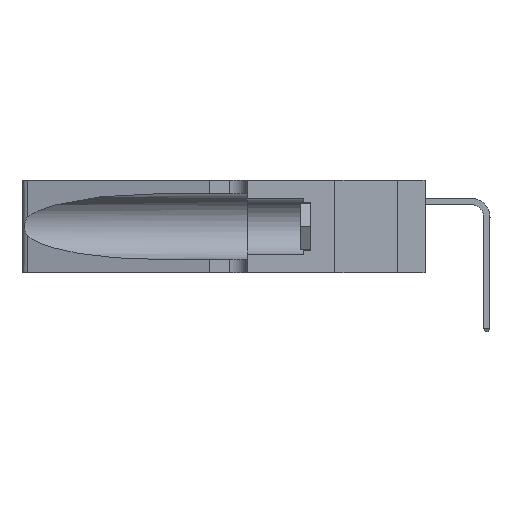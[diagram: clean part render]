
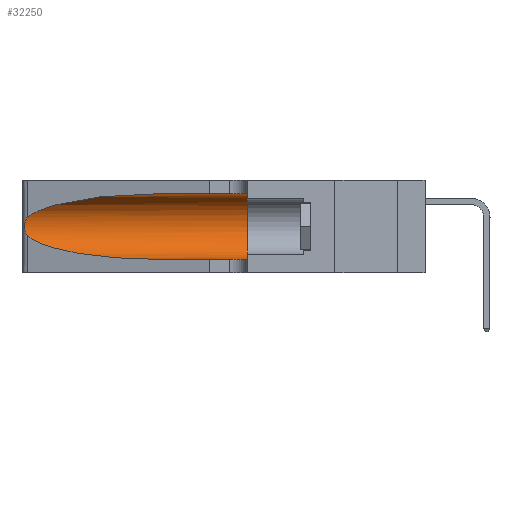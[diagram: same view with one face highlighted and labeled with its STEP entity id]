
A CAD part, left-side view. The second image highlights one B-rep face of the part: STEP entity #32250.
In plain terms, the highlighted cylindrical face has radius 3.308 mm (diameter 6.617 mm), a partial arc.
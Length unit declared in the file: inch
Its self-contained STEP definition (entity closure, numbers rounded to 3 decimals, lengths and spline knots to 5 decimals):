
#1246 = VERTEX_POINT ( 'NONE', #32732 ) ;
#2787 = LINE ( 'NONE', #2855, #44380 ) ;
#2825 = FACE_OUTER_BOUND ( 'NONE', #27015, .T. ) ;
#2855 = CARTESIAN_POINT ( 'NONE',  ( 0.1305, 1.61858, 0.05475 ) ) ;
#3640 = CARTESIAN_POINT ( 'NONE',  ( 0.26018, 1.23835, 0.19895 ) ) ;
#4571 = CARTESIAN_POINT ( 'NONE',  ( 0.25487, 1.22718, 0.14631 ) ) ;
#5100 = CIRCLE ( 'NONE', #16991, 0.13025 ) ;
#5424 = VECTOR ( 'NONE', #21749, 39.37008 ) ;
#5894 = EDGE_CURVE ( 'NONE', #1246, #10153, #2787, .T. ) ;
#6593 = CARTESIAN_POINT ( 'NONE',  ( 0.1305, 0.72297, 0.05475 ) ) ;
#7501 = CARTESIAN_POINT ( 'NONE',  ( 0.1305, 0.72297, 0.31525 ) ) ;
#7640 = CARTESIAN_POINT ( 'NONE',  ( 0.26075, 1.23896, 0.178 ) ) ;
#7741 = CARTESIAN_POINT ( 'NONE',  ( 0.1305, 0.72297, 0.31525 ) ) ;
#9853 = CARTESIAN_POINT ( 'NONE',  ( 0.1305, 1.61858, 0.31525 ) ) ;
#10076 = DIRECTION ( 'NONE',  ( 0., 1., 0. ) ) ;
#10153 = VERTEX_POINT ( 'NONE', #43437 ) ;
#11488 = CARTESIAN_POINT ( 'NONE',  ( 0.2373, 1.15595, 0.28018 ) ) ;
#11631 = CARTESIAN_POINT ( 'NONE',  ( 0.25856, 1.23593, 0.16098 ) ) ;
#13295 = ORIENTED_EDGE ( 'NONE', *, *, #15890, .T. ) ;
#13409 = VERTEX_POINT ( 'NONE', #7741 ) ;
#15624 = CARTESIAN_POINT ( 'NONE',  ( 0.25639, 1.23186, 0.15144 ) ) ;
#15890 = EDGE_CURVE ( 'NONE', #13409, #49265, #30345, .T. ) ;
#16908 = CARTESIAN_POINT ( 'NONE',  ( 0.1305, 1.61858, 0.185 ) ) ;
#16991 = AXIS2_PLACEMENT_3D ( 'NONE', #33425, #10076, #37360 ) ;
#17216 = LINE ( 'NONE', #9853, #5424 ) ;
#18384 = CARTESIAN_POINT ( 'NONE',  ( 0.25487, 1.22718, 0.14631 ) ) ;
#19577 = CARTESIAN_POINT ( 'NONE',  ( 0.25487, 1.22718, 0.14631 ) ) ;
#19611 = ORIENTED_EDGE ( 'NONE', *, *, #22927, .T. ) ;
#21403 = CYLINDRICAL_SURFACE ( 'NONE', #24873, 0.13025 ) ;
#21749 = DIRECTION ( 'NONE',  ( 0., -1., 0. ) ) ;
#22927 = EDGE_CURVE ( 'NONE', #49265, #24226, #36592, .T. ) ;
#23294 = CARTESIAN_POINT ( 'NONE',  ( 0.25639, 1.23184, 0.21858 ) ) ;
#24226 = VERTEX_POINT ( 'NONE', #4571 ) ;
#24873 = AXIS2_PLACEMENT_3D ( 'NONE', #16908, #44044, #40121 ) ;
#25356 = CARTESIAN_POINT ( 'NONE',  ( 0.1305, 0.35, 0.31525 ) ) ;
#25932 =( BOUNDED_CURVE ( )  B_SPLINE_CURVE ( 3, ( #18384, #26131, #30001, #6593 ),
 .UNSPECIFIED., .F., .F. ) 
 B_SPLINE_CURVE_WITH_KNOTS ( ( 4, 4 ),
 ( 3.44316, 4.71239 ),
 .UNSPECIFIED. ) 
 CURVE ( )  GEOMETRIC_REPRESENTATION_ITEM ( )  RATIONAL_B_SPLINE_CURVE ( ( 1., 0.87, 0.87, 1. ) ) 
 REPRESENTATION_ITEM ( '' )  );
#26131 = CARTESIAN_POINT ( 'NONE',  ( 0.2373, 1.15595, 0.08982 ) ) ;
#27015 = EDGE_LOOP ( 'NONE', ( #13295, #19611, #41933, #50357, #31603, #42190 ) ) ;
#27157 = CARTESIAN_POINT ( 'NONE',  ( 0.25854, 1.2359, 0.20912 ) ) ;
#30001 = CARTESIAN_POINT ( 'NONE',  ( 0.18966, 0.96281, 0.05475 ) ) ;
#30243 = DIRECTION ( 'NONE',  ( 0., -1., 0. ) ) ;
#30345 =( BOUNDED_CURVE ( )  B_SPLINE_CURVE ( 3, ( #7501, #30888, #11488, #38748 ),
 .UNSPECIFIED., .F., .T. ) 
 B_SPLINE_CURVE_WITH_KNOTS ( ( 4, 4 ),
 ( 1.5708, 2.84003 ),
 .UNSPECIFIED. ) 
 CURVE ( )  GEOMETRIC_REPRESENTATION_ITEM ( )  RATIONAL_B_SPLINE_CURVE ( ( 1., 0.87, 0.87, 1. ) ) 
 REPRESENTATION_ITEM ( '' )  );
#30888 = CARTESIAN_POINT ( 'NONE',  ( 0.18966, 0.96281, 0.31525 ) ) ;
#31016 = CARTESIAN_POINT ( 'NONE',  ( 0.26075, 1.23896, 0.19203 ) ) ;
#31603 = ORIENTED_EDGE ( 'NONE', *, *, #44212, .F. ) ;
#32250 = ADVANCED_FACE ( 'NONE', ( #2825 ), #21403, .F. ) ;
#32732 = CARTESIAN_POINT ( 'NONE',  ( 0.1305, 0.72297, 0.05475 ) ) ;
#33425 = CARTESIAN_POINT ( 'NONE',  ( 0.1305, 0.35, 0.185 ) ) ;
#33606 = EDGE_CURVE ( 'NONE', #13409, #50656, #17216, .T. ) ;
#34783 = CARTESIAN_POINT ( 'NONE',  ( 0.25487, 1.22718, 0.22369 ) ) ;
#34956 = CARTESIAN_POINT ( 'NONE',  ( 0.26017, 1.23833, 0.17102 ) ) ;
#35470 = CARTESIAN_POINT ( 'NONE',  ( 0.25487, 1.22718, 0.22369 ) ) ;
#35640 = EDGE_CURVE ( 'NONE', #24226, #1246, #25932, .T. ) ;
#36592 = B_SPLINE_CURVE_WITH_KNOTS ( 'NONE', 3,
 ( #34783, #42583, #23294, #50423, #27157, #3640, #31016, #7640, #34956, #11631, #38874, #15624, #42770, #19577 ),
 .UNSPECIFIED., .F., .F.,
 ( 4, 2, 2, 2, 2, 2, 4 ),
 ( 0., 0.00027, 0.00053, 0.00107, 0.0016, 0.00187, 0.00214 ),
 .UNSPECIFIED. ) ;
#37360 = DIRECTION ( 'NONE',  ( 0., 0., 1. ) ) ;
#38748 = CARTESIAN_POINT ( 'NONE',  ( 0.25487, 1.22718, 0.22369 ) ) ;
#38874 = CARTESIAN_POINT ( 'NONE',  ( 0.25789, 1.23486, 0.15765 ) ) ;
#40121 = DIRECTION ( 'NONE',  ( 0., 0., -1. ) ) ;
#41933 = ORIENTED_EDGE ( 'NONE', *, *, #35640, .T. ) ;
#42190 = ORIENTED_EDGE ( 'NONE', *, *, #33606, .F. ) ;
#42583 = CARTESIAN_POINT ( 'NONE',  ( 0.25555, 1.22994, 0.2215 ) ) ;
#42770 = CARTESIAN_POINT ( 'NONE',  ( 0.25555, 1.22993, 0.14849 ) ) ;
#43437 = CARTESIAN_POINT ( 'NONE',  ( 0.1305, 0.35, 0.05475 ) ) ;
#44044 = DIRECTION ( 'NONE',  ( 0., -1., 0. ) ) ;
#44212 = EDGE_CURVE ( 'NONE', #50656, #10153, #5100, .T. ) ;
#44380 = VECTOR ( 'NONE', #30243, 39.37008 ) ;
#49265 = VERTEX_POINT ( 'NONE', #35470 ) ;
#50357 = ORIENTED_EDGE ( 'NONE', *, *, #5894, .T. ) ;
#50423 = CARTESIAN_POINT ( 'NONE',  ( 0.25787, 1.23484, 0.2124 ) ) ;
#50656 = VERTEX_POINT ( 'NONE', #25356 ) ;
